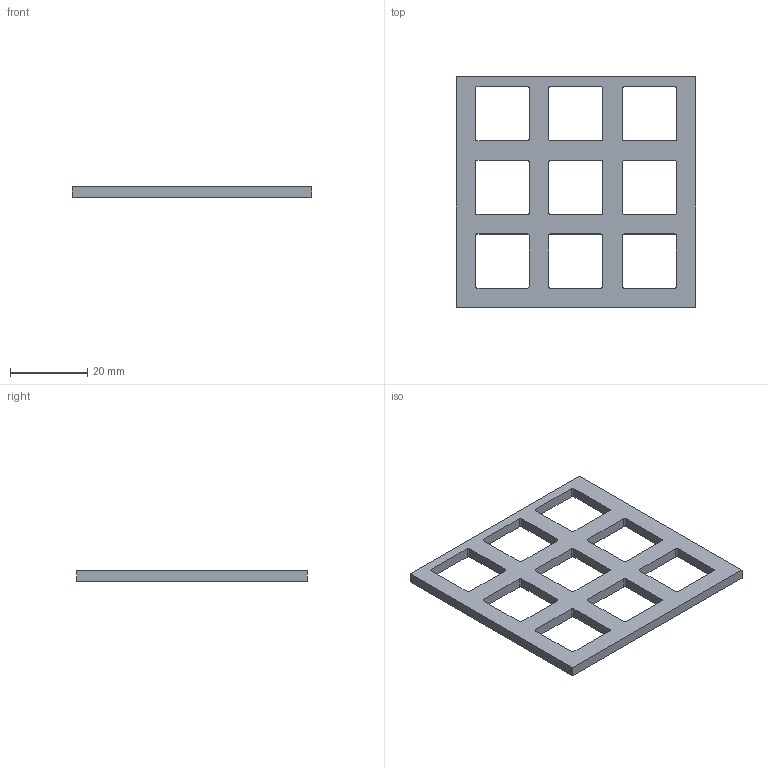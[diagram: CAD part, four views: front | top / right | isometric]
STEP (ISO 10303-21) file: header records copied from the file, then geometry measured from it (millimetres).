
FILE_DESCRIPTION(/* description */ (''),/* implementation_level */ '2;1');
FILE_NAME(/* name */ 'plate-2024-11-16T12_53_08.588Z v4.step',/* time_stamp */ '2025-02-28T01:01:45Z',/* author */ (''),/* organization */ (''),/* preprocessor_version */ 'ST-DEVELOPER v20',/* originating_system */ 'Autodesk Translation Framework v13.20.0.188',/* authorisation */ '');
FILE_SCHEMA (('AUTOMOTIVE_DESIGN { 1 0 10303 214 3 1 1 }'));
Length unit declared in the file: millimetre
Products named in the file (1): plate-2024-11-16T12_53_08.588Z
Bounding box: 61.91 x 59.52 x 2.6 mm (x, y, z)
Volume: 5000.3 mm3; surface area: 5768.1 mm2
Topology: 1 solids, 1 shells, 78 faces, 228 edges, 152 vertices
Faces by surface type: plane 42, cylinder 36
Entity records: 2673 total; most frequent: CARTESIAN_POINT 459, DIRECTION 458, ORIENTED_EDGE 456, EDGE_CURVE 228, LINE 156, VECTOR 156, VERTEX_POINT 152, AXIS2_PLACEMENT_3D 151
